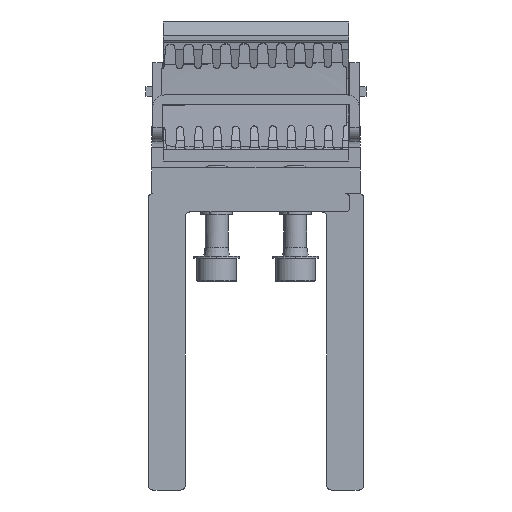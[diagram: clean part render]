
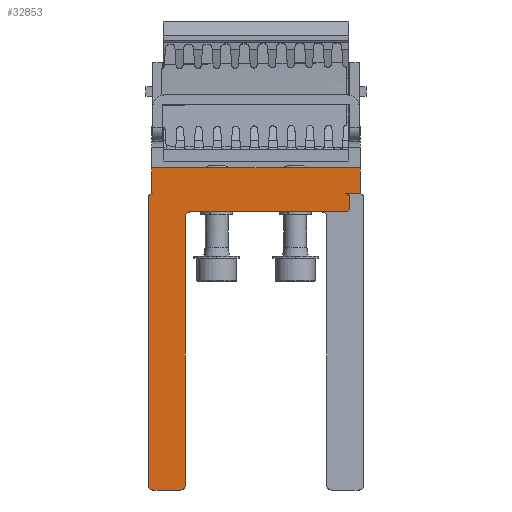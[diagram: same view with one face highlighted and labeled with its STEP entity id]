
A CAD part, left-side view. The second image highlights one B-rep face of the part: STEP entity #32853.
In plain terms, the highlighted planar face has unit normal (-1, 0, 0).
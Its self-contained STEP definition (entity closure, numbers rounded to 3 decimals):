
#29498=DIRECTION('',(0.,1.,0.));
#29499=VECTOR('',#29498,45.);
#29500=CARTESIAN_POINT('',(-180.75,-120.75,5.5));
#29501=LINE('',#29500,#29499);
#29668=DIRECTION('',(0.,1.,0.));
#29669=VECTOR('',#29668,3.25);
#29670=CARTESIAN_POINT('',(-180.75,-120.75,0.));
#29671=LINE('',#29670,#29669);
#29672=CARTESIAN_POINT('',(-180.75,-117.5,-1.));
#29673=DIRECTION('',(1.,0.,0.));
#29674=DIRECTION('',(0.,0.,1.));
#29675=AXIS2_PLACEMENT_3D('',#29672,#29673,#29674);
#29677=DIRECTION('',(0.,0.,-1.));
#29678=VECTOR('',#29677,2.);
#29679=CARTESIAN_POINT('',(-180.75,-118.5,-1.));
#29680=LINE('',#29679,#29678);
#29681=CARTESIAN_POINT('',(-180.75,-117.5,-3.));
#29682=DIRECTION('',(1.,0.,0.));
#29683=DIRECTION('',(0.,-1.,0.));
#29684=AXIS2_PLACEMENT_3D('',#29681,#29682,#29683);
#29686=DIRECTION('',(0.,1.,0.));
#29687=VECTOR('',#29686,33.5);
#29688=CARTESIAN_POINT('',(-180.75,-117.5,-4.));
#29689=LINE('',#29688,#29687);
#29690=CARTESIAN_POINT('',(-180.75,-84.,-5.));
#29691=DIRECTION('',(-1.,0.,0.));
#29692=DIRECTION('',(0.,0.,1.));
#29693=AXIS2_PLACEMENT_3D('',#29690,#29691,#29692);
#29695=DIRECTION('',(0.,0.,-1.));
#29696=VECTOR('',#29695,58.);
#29697=CARTESIAN_POINT('',(-180.75,-83.,-5.));
#29698=LINE('',#29697,#29696);
#29699=CARTESIAN_POINT('',(-180.75,-82.,-63.));
#29700=DIRECTION('',(1.,0.,0.));
#29701=DIRECTION('',(0.,-1.,0.));
#29702=AXIS2_PLACEMENT_3D('',#29699,#29700,#29701);
#29704=DIRECTION('',(0.,1.,0.));
#29705=VECTOR('',#29704,6.);
#29706=CARTESIAN_POINT('',(-180.75,-82.,-64.));
#29707=LINE('',#29706,#29705);
#29708=CARTESIAN_POINT('',(-180.75,-76.,-63.));
#29709=DIRECTION('',(1.,0.,0.));
#29710=DIRECTION('',(0.,0.,-1.));
#29711=AXIS2_PLACEMENT_3D('',#29708,#29709,#29710);
#29713=DIRECTION('',(0.,0.,1.));
#29714=VECTOR('',#29713,62.);
#29715=CARTESIAN_POINT('',(-180.75,-75.,-63.));
#29716=LINE('',#29715,#29714);
#29717=CARTESIAN_POINT('',(-180.75,-76.,-1.));
#29718=DIRECTION('',(1.,0.,0.));
#29719=DIRECTION('',(0.,1.,0.));
#29720=AXIS2_PLACEMENT_3D('',#29717,#29718,#29719);
#29722=DIRECTION('',(0.,1.,0.));
#29723=VECTOR('',#29722,0.25);
#29724=CARTESIAN_POINT('',(-180.75,-76.,0.));
#29725=LINE('',#29724,#29723);
#29726=DIRECTION('',(0.,0.,1.));
#29727=VECTOR('',#29726,5.5);
#29728=CARTESIAN_POINT('',(-180.75,-75.75,0.));
#29729=LINE('',#29728,#29727);
#31698=DIRECTION('',(0.,0.,1.));
#31699=VECTOR('',#31698,5.5);
#31700=CARTESIAN_POINT('',(-180.75,-120.75,0.));
#31701=LINE('',#31700,#31699);
#31951=CARTESIAN_POINT('',(-180.75,-75.75,5.5));
#31952=VERTEX_POINT('',#31951);
#31953=CARTESIAN_POINT('',(-180.75,-75.75,0.));
#31954=VERTEX_POINT('',#31953);
#31987=CARTESIAN_POINT('',(-180.75,-120.75,5.5));
#31988=VERTEX_POINT('',#31987);
#31999=CARTESIAN_POINT('',(-180.75,-120.75,0.));
#32000=VERTEX_POINT('',#31999);
#32021=CARTESIAN_POINT('',(-180.75,-118.5,-1.));
#32022=VERTEX_POINT('',#32021);
#32023=CARTESIAN_POINT('',(-180.75,-118.5,-3.));
#32024=VERTEX_POINT('',#32023);
#32025=CARTESIAN_POINT('',(-180.75,-117.5,-4.));
#32026=VERTEX_POINT('',#32025);
#32027=CARTESIAN_POINT('',(-180.75,-84.,-4.));
#32028=VERTEX_POINT('',#32027);
#32045=CARTESIAN_POINT('',(-180.75,-83.,-5.));
#32046=VERTEX_POINT('',#32045);
#32047=CARTESIAN_POINT('',(-180.75,-83.,-63.));
#32048=VERTEX_POINT('',#32047);
#32053=CARTESIAN_POINT('',(-180.75,-82.,-64.));
#32054=VERTEX_POINT('',#32053);
#32055=CARTESIAN_POINT('',(-180.75,-76.,-64.));
#32056=VERTEX_POINT('',#32055);
#32057=CARTESIAN_POINT('',(-180.75,-75.,-63.));
#32058=VERTEX_POINT('',#32057);
#32059=CARTESIAN_POINT('',(-180.75,-75.,-1.));
#32060=VERTEX_POINT('',#32059);
#32402=CARTESIAN_POINT('',(-180.75,-76.,0.));
#32404=VERTEX_POINT('',#32402);
#32406=CARTESIAN_POINT('',(-180.75,-117.5,0.));
#32408=VERTEX_POINT('',#32406);
#32819=CARTESIAN_POINT('',(-180.75,-98.25,2.75));
#32820=DIRECTION('',(1.,0.,0.));
#32821=DIRECTION('',(0.,0.,1.));
#32822=AXIS2_PLACEMENT_3D('',#32819,#32820,#32821);
#32823=PLANE('',#32822);
#32824=ORIENTED_EDGE('',*,*,#32797,.T.);
#32826=ORIENTED_EDGE('',*,*,#32825,.T.);
#32828=ORIENTED_EDGE('',*,*,#32827,.T.);
#32830=ORIENTED_EDGE('',*,*,#32829,.T.);
#32832=ORIENTED_EDGE('',*,*,#32831,.T.);
#32834=ORIENTED_EDGE('',*,*,#32833,.T.);
#32836=ORIENTED_EDGE('',*,*,#32835,.T.);
#32838=ORIENTED_EDGE('',*,*,#32837,.T.);
#32840=ORIENTED_EDGE('',*,*,#32839,.T.);
#32842=ORIENTED_EDGE('',*,*,#32841,.T.);
#32844=ORIENTED_EDGE('',*,*,#32843,.T.);
#32845=ORIENTED_EDGE('',*,*,#32811,.T.);
#32846=ORIENTED_EDGE('',*,*,#32785,.T.);
#32847=ORIENTED_EDGE('',*,*,#32600,.T.);
#32848=ORIENTED_EDGE('',*,*,#32570,.F.);
#32850=ORIENTED_EDGE('',*,*,#32849,.F.);
#32851=EDGE_LOOP('',(#32824,#32826,#32828,#32830,#32832,#32834,#32836,#32838,
#32840,#32842,#32844,#32845,#32846,#32847,#32848,#32850));
#32852=FACE_OUTER_BOUND('',#32851,.F.);
#29676=CIRCLE('',#29675,1.);
#29685=CIRCLE('',#29684,1.);
#29694=CIRCLE('',#29693,1.);
#29703=CIRCLE('',#29702,1.);
#29712=CIRCLE('',#29711,1.);
#29721=CIRCLE('',#29720,1.);
#32570=EDGE_CURVE('',#31988,#31952,#29501,.T.);
#32600=EDGE_CURVE('',#31954,#31952,#29729,.T.);
#32785=EDGE_CURVE('',#32404,#31954,#29725,.T.);
#32797=EDGE_CURVE('',#32000,#32408,#29671,.T.);
#32811=EDGE_CURVE('',#32060,#32404,#29721,.T.);
#32825=EDGE_CURVE('',#32408,#32022,#29676,.T.);
#32827=EDGE_CURVE('',#32022,#32024,#29680,.T.);
#32829=EDGE_CURVE('',#32024,#32026,#29685,.T.);
#32831=EDGE_CURVE('',#32026,#32028,#29689,.T.);
#32833=EDGE_CURVE('',#32028,#32046,#29694,.T.);
#32835=EDGE_CURVE('',#32046,#32048,#29698,.T.);
#32837=EDGE_CURVE('',#32048,#32054,#29703,.T.);
#32839=EDGE_CURVE('',#32054,#32056,#29707,.T.);
#32841=EDGE_CURVE('',#32056,#32058,#29712,.T.);
#32843=EDGE_CURVE('',#32058,#32060,#29716,.T.);
#32849=EDGE_CURVE('',#32000,#31988,#31701,.T.);
#32853=ADVANCED_FACE('',(#32852),#32823,.F.);
